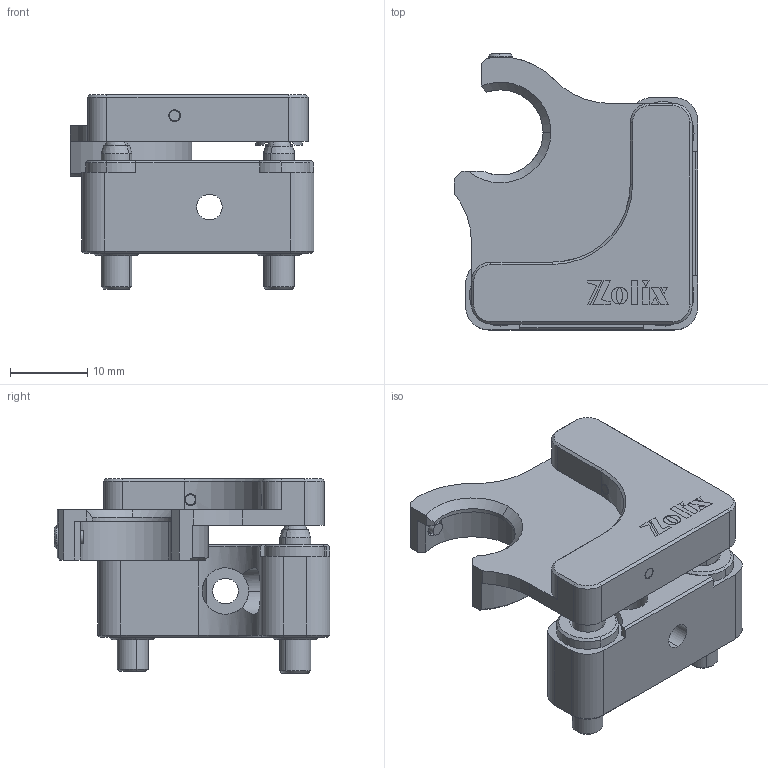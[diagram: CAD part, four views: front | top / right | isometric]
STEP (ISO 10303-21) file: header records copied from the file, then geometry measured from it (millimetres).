
FILE_DESCRIPTION (( 'STEP AP203' ), '1' );
FILE_NAME ('NMGC12.7.step', '2019-05-09T08:59:53', ( '' ), ( '' ), 'SwSTEP 2.0', 'SolidWorks 2016', '' );
FILE_SCHEMA (( 'CONFIG_CONTROL_DESIGN' ));
Length unit declared in the file: millimetre
Products named in the file (1): NMGC12.7
Bounding box: 31.5 x 35.65 x 25.12 mm (x, y, z)
Surface area: 7143.8 mm2 (no closed solid volume)
Topology: 0 solids, 23 shells, 311 faces, 1095 edges, 798 vertices
Faces by surface type: plane 135, cylinder 95, cone 75, sphere 6
Entity records: 12142 total; most frequent: CARTESIAN_POINT 2604, DIRECTION 1983, ORIENTED_EDGE 1764, EDGE_CURVE 1093, VERTEX_POINT 798, LINE 757, VECTOR 757, AXIS2_PLACEMENT_3D 613
